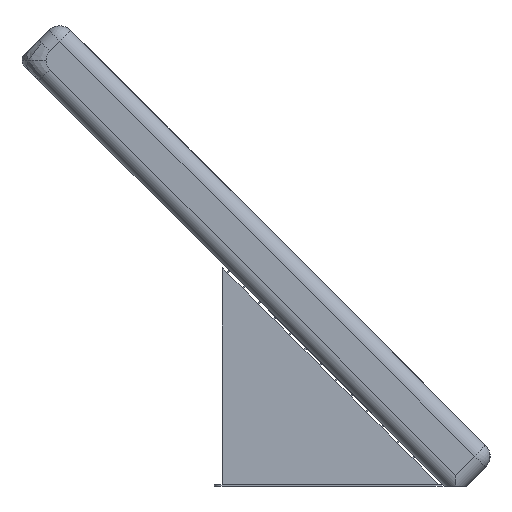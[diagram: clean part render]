
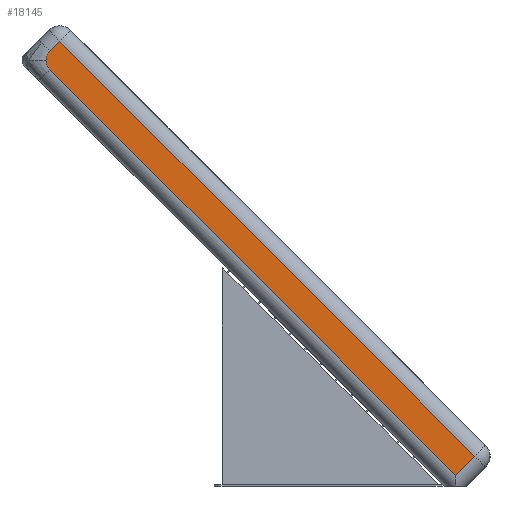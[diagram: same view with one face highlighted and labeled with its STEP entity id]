
A CAD part, left-side view. The second image highlights one B-rep face of the part: STEP entity #18145.
In plain terms, the highlighted planar face has unit normal (-1, 0, 0).
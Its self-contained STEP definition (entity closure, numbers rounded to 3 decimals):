
#269=PLANE('',#20426);
#1441=LINE('',#34316,#2792);
#1444=LINE('',#34396,#2795);
#1446=LINE('',#34407,#2797);
#1456=LINE('',#34514,#2807);
#2792=VECTOR('',#25578,10.);
#2795=VECTOR('',#25597,10.);
#2797=VECTOR('',#25611,10.);
#2807=VECTOR('',#25663,10.);
#4834=FACE_OUTER_BOUND('',#5966,.T.);
#5966=EDGE_LOOP('',(#16130,#16131,#16132,#16133,#16134,#16135));
#6158=CIRCLE('',#18351,3.333);
#7238=CIRCLE('',#20371,3.333);
#7432=VERTEX_POINT('',#27944);
#7433=VERTEX_POINT('',#27951);
#8735=VERTEX_POINT('',#34312);
#8737=VERTEX_POINT('',#34315);
#8740=VERTEX_POINT('',#34391);
#8741=VERTEX_POINT('',#34398);
#9061=EDGE_CURVE('',#7432,#7433,#6158,.T.);
#11250=EDGE_CURVE('',#8735,#8737,#1441,.T.);
#11254=EDGE_CURVE('',#8737,#7432,#7238,.T.);
#11259=EDGE_CURVE('',#7433,#8740,#1444,.T.);
#11265=EDGE_CURVE('',#8741,#8735,#1446,.T.);
#11287=EDGE_CURVE('',#8740,#8741,#1456,.T.);
#16130=ORIENTED_EDGE('',*,*,#11250,.F.);
#16131=ORIENTED_EDGE('',*,*,#11265,.F.);
#16132=ORIENTED_EDGE('',*,*,#11287,.F.);
#16133=ORIENTED_EDGE('',*,*,#11259,.F.);
#16134=ORIENTED_EDGE('',*,*,#9061,.F.);
#16135=ORIENTED_EDGE('',*,*,#11254,.F.);
#18145=ADVANCED_FACE('',(#4834),#269,.T.);
#18351=AXIS2_PLACEMENT_3D('',#27952,#20644,#20645);
#20371=AXIS2_PLACEMENT_3D('',#34387,#25584,#25585);
#20426=AXIS2_PLACEMENT_3D('',#34590,#25744,#25745);
#20644=DIRECTION('center_axis',(1.,0.,0.));
#20645=DIRECTION('ref_axis',(0.,1.,0.));
#25578=DIRECTION('',(0.,0.707,0.707));
#25584=DIRECTION('center_axis',(1.,0.,0.));
#25585=DIRECTION('ref_axis',(0.,1.,0.));
#25597=DIRECTION('',(0.,-0.707,0.707));
#25611=DIRECTION('',(0.,0.707,-0.707));
#25663=DIRECTION('',(0.,-0.707,-0.707));
#25744=DIRECTION('center_axis',(-1.,0.,0.));
#25745=DIRECTION('ref_axis',(0.,-0.707,-0.707));
#27944=CARTESIAN_POINT('',(-22.,98.1,110.309));
#27951=CARTESIAN_POINT('',(-22.,97.124,112.665));
#27952=CARTESIAN_POINT('Origin',(-22.,94.767,110.309));
#34312=CARTESIAN_POINT('',(-22.,-8.,2.828));
#34315=CARTESIAN_POINT('',(-22.,97.124,107.952));
#34316=CARTESIAN_POINT('',(-22.,74.024,84.853));
#34387=CARTESIAN_POINT('Origin',(-22.,94.767,110.309));
#34391=CARTESIAN_POINT('',(-22.,94.53,115.258));
#34396=CARTESIAN_POINT('',(-22.,98.066,111.723));
#34398=CARTESIAN_POINT('',(-22.,-12.95,7.778));
#34407=CARTESIAN_POINT('',(-22.,-9.414,4.243));
#34514=CARTESIAN_POINT('',(-22.,69.075,89.803));
#34590=CARTESIAN_POINT('Origin',(-22.,100.894,114.551));
